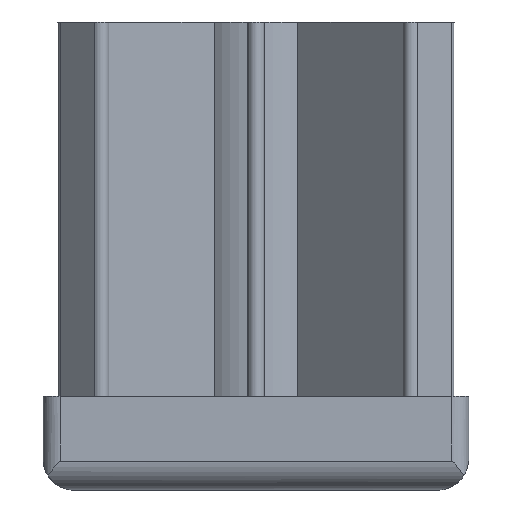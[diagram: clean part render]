
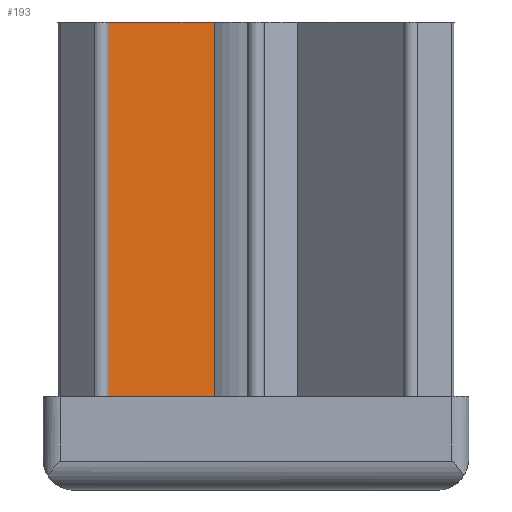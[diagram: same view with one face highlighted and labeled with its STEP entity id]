
A CAD part, front view. The second image highlights one B-rep face of the part: STEP entity #193.
In plain terms, the highlighted planar face has unit normal (0.707, -0.707, 0).
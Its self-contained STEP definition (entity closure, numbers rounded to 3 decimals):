
#193 = ADVANCED_FACE( '', ( #400 ), #401, .F. );
#400 = FACE_OUTER_BOUND( '', #615, .T. );
#401 = PLANE( '', #616 );
#615 = EDGE_LOOP( '', ( #1180, #1181, #1182, #1183 ) );
#616 = AXIS2_PLACEMENT_3D( '', #1184, #1185, #1186 );
#1180 = ORIENTED_EDGE( '', *, *, #1381, .T. );
#1181 = ORIENTED_EDGE( '', *, *, #1433, .T. );
#1182 = ORIENTED_EDGE( '', *, *, #1304, .F. );
#1183 = ORIENTED_EDGE( '', *, *, #1496, .F. );
#1184 = CARTESIAN_POINT( '', ( -18.879, -20.293, 55. ) );
#1185 = DIRECTION( '', ( -0.707, 0.707, 0. ) );
#1186 = DIRECTION( '', ( -0.707, -0.707, 0. ) );
#1304 = EDGE_CURVE( '', #1556, #1557, #1558, .T. );
#1381 = EDGE_CURVE( '', #1693, #1691, #1694, .T. );
#1433 = EDGE_CURVE( '', #1691, #1557, #1779, .T. );
#1496 = EDGE_CURVE( '', #1693, #1556, #1867, .T. );
#1556 = VERTEX_POINT( '', #1933 );
#1557 = VERTEX_POINT( '', #1934 );
#1558 = LINE( '', #1935, #1936 );
#1691 = VERTEX_POINT( '', #2182 );
#1693 = VERTEX_POINT( '', #2185 );
#1694 = LINE( '', #2186, #2187 );
#1779 = LINE( '', #2303, #2304 );
#1867 = LINE( '', #2499, #2500 );
#1933 = CARTESIAN_POINT( '', ( -4.905, -6.32, 55. ) );
#1934 = CARTESIAN_POINT( '', ( -4.905, -6.32, 11. ) );
#1935 = CARTESIAN_POINT( '', ( -4.905, -6.32, 55. ) );
#1936 = VECTOR( '', #2585, 1000. );
#2182 = CARTESIAN_POINT( '', ( -18.879, -20.293, 11. ) );
#2185 = CARTESIAN_POINT( '', ( -18.879, -20.293, 55. ) );
#2186 = CARTESIAN_POINT( '', ( -18.879, -20.293, 55. ) );
#2187 = VECTOR( '', #2663, 1000. );
#2303 = CARTESIAN_POINT( '', ( -18.879, -20.293, 11. ) );
#2304 = VECTOR( '', #2743, 1000. );
#2499 = CARTESIAN_POINT( '', ( -18.879, -20.293, 55. ) );
#2500 = VECTOR( '', #2808, 1000. );
#2585 = DIRECTION( '', ( 0., 0., -1. ) );
#2663 = DIRECTION( '', ( 0., 0., -1. ) );
#2743 = DIRECTION( '', ( 0.707, 0.707, 0. ) );
#2808 = DIRECTION( '', ( 0.707, 0.707, 0. ) );
